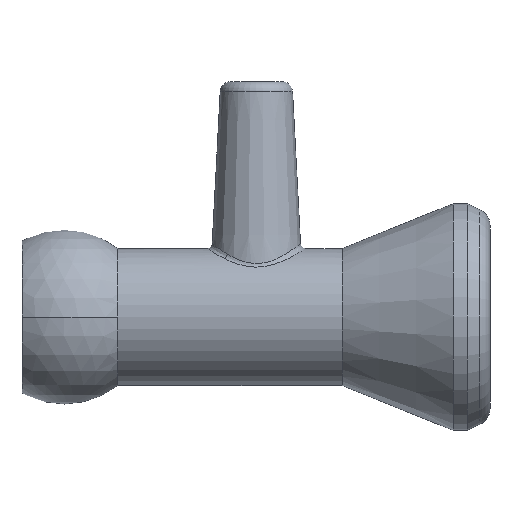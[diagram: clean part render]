
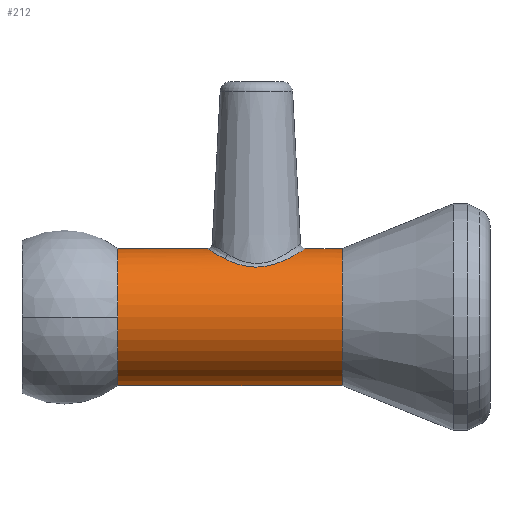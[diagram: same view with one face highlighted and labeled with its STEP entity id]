
A CAD part, front view. The second image highlights one B-rep face of the part: STEP entity #212.
In plain terms, the highlighted cylindrical face has radius 4.953 mm (diameter 9.906 mm), a partial arc.
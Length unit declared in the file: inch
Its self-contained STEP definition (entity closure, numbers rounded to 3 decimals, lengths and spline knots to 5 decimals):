
#26 = VERTEX_POINT ( 'NONE', #363 ) ;
#58 = EDGE_CURVE ( 'NONE', #26, #60, #1891, .T. ) ;
#60 = VERTEX_POINT ( 'NONE', #1890 ) ;
#120 = VERTEX_POINT ( 'NONE', #2016 ) ;
#122 = EDGE_CURVE ( 'NONE', #178, #120, #2015, .T. ) ;
#168 = EDGE_CURVE ( 'NONE', #26, #169, #2094, .T. ) ;
#169 = VERTEX_POINT ( 'NONE', #2131 ) ;
#172 = VERTEX_POINT ( 'NONE', #2125 ) ;
#174 = EDGE_CURVE ( 'NONE', #188, #172, #2166, .T. ) ;
#178 = VERTEX_POINT ( 'NONE', #2156 ) ;
#188 = VERTEX_POINT ( 'NONE', #2197 ) ;
#191 = EDGE_CURVE ( 'NONE', #178, #192, #2196, .T. ) ;
#192 = VERTEX_POINT ( 'NONE', #2192 ) ;
#199 = EDGE_CURVE ( 'NONE', #60, #192, #2180, .T. ) ;
#209 = EDGE_CURVE ( 'NONE', #169, #172, #2220, .T. ) ;
#212 = ADVANCED_FACE ( 'NONE', ( #2215 ), #2214, .T. ) ;
#213 = EDGE_LOOP ( 'NONE', ( #214, #215, #216, #218, #275, #276, #277, #278 ) ) ;
#214 = ORIENTED_EDGE ( 'NONE', *, *, #191, .F. ) ;
#215 = ORIENTED_EDGE ( 'NONE', *, *, #122, .T. ) ;
#216 = ORIENTED_EDGE ( 'NONE', *, *, #217, .T. ) ;
#217 = EDGE_CURVE ( 'NONE', #120, #188, #2208, .T. ) ;
#218 = ORIENTED_EDGE ( 'NONE', *, *, #174, .T. ) ;
#275 = ORIENTED_EDGE ( 'NONE', *, *, #209, .F. ) ;
#276 = ORIENTED_EDGE ( 'NONE', *, *, #168, .F. ) ;
#277 = ORIENTED_EDGE ( 'NONE', *, *, #58, .T. ) ;
#278 = ORIENTED_EDGE ( 'NONE', *, *, #199, .T. ) ;
#363 = CARTESIAN_POINT ( 'NONE',  ( -0.52437, 0., 0.195 ) ) ;
#1862 = CARTESIAN_POINT ( 'NONE',  ( -0.75667, -0.10097, 0.16683 ) ) ;
#1863 = CARTESIAN_POINT ( 'NONE',  ( -0.74681, -0.10902, 0.16195 ) ) ;
#1864 = CARTESIAN_POINT ( 'NONE',  ( -0.73607, -0.11561, 0.15717 ) ) ;
#1865 = CARTESIAN_POINT ( 'NONE',  ( -0.71835, -0.12346, 0.15097 ) ) ;
#1866 = CARTESIAN_POINT ( 'NONE',  ( -0.71213, -0.12573, 0.14907 ) ) ;
#1867 = CARTESIAN_POINT ( 'NONE',  ( -0.69945, -0.12941, 0.14589 ) ) ;
#1868 = CARTESIAN_POINT ( 'NONE',  ( -0.69293, -0.13083, 0.14461 ) ) ;
#1869 = CARTESIAN_POINT ( 'NONE',  ( -0.67281, -0.13376, 0.14191 ) ) ;
#1870 = CARTESIAN_POINT ( 'NONE',  ( -0.65924, -0.13386, 0.14182 ) ) ;
#1871 = CARTESIAN_POINT ( 'NONE',  ( -0.63226, -0.1303, 0.1451 ) ) ;
#1872 = CARTESIAN_POINT ( 'NONE',  ( -0.61952, -0.12674, 0.14834 ) ) ;
#1873 = CARTESIAN_POINT ( 'NONE',  ( -0.59558, -0.11652, 0.15649 ) ) ;
#1874 = CARTESIAN_POINT ( 'NONE',  ( -0.58474, -0.11005, 0.16125 ) ) ;
#1875 = CARTESIAN_POINT ( 'NONE',  ( -0.56985, -0.09822, 0.16852 ) ) ;
#1876 = CARTESIAN_POINT ( 'NONE',  ( -0.56511, -0.0939, 0.17098 ) ) ;
#1877 = CARTESIAN_POINT ( 'NONE',  ( -0.55635, -0.08471, 0.17572 ) ) ;
#1878 = CARTESIAN_POINT ( 'NONE',  ( -0.55228, -0.07981, 0.17801 ) ) ;
#1879 = CARTESIAN_POINT ( 'NONE',  ( -0.54481, -0.06935, 0.18234 ) ) ;
#1880 = CARTESIAN_POINT ( 'NONE',  ( -0.54138, -0.06374, 0.18439 ) ) ;
#1881 = CARTESIAN_POINT ( 'NONE',  ( -0.53543, -0.0521, 0.18801 ) ) ;
#1882 = CARTESIAN_POINT ( 'NONE',  ( -0.53288, -0.04604, 0.1896 ) ) ;
#1883 = CARTESIAN_POINT ( 'NONE',  ( -0.5287, -0.03339, 0.19223 ) ) ;
#1886 = CARTESIAN_POINT ( 'NONE',  ( -0.52707, -0.02677, 0.19327 ) ) ;
#1887 = CARTESIAN_POINT ( 'NONE',  ( -0.52492, -0.0135, 0.19465 ) ) ;
#1888 = CARTESIAN_POINT ( 'NONE',  ( -0.52437, -0.00679, 0.195 ) ) ;
#1889 = CARTESIAN_POINT ( 'NONE',  ( -0.52437, 0., 0.195 ) ) ;
#1890 = CARTESIAN_POINT ( 'NONE',  ( -0.75667, -0.10097, 0.16683 ) ) ;
#1891 = B_SPLINE_CURVE_WITH_KNOTS ( 'NONE', 3,
 ( #1889, #1888, #1887, #1886, #1883, #1882, #1881, #1880, #1879, #1878, #1877, #1876, #1875, #1874, #1873, #1872, #1871, #1870, #1869, #1868, #1867, #1866, #1865, #1864, #1863, #1862 ),
 .UNSPECIFIED., .F., .F.,
 ( 4, 2, 2, 2, 2, 2, 2, 2, 2, 2, 2, 2, 4 ),
 ( 0.01422, 0.01473, 0.01525, 0.01576, 0.01628, 0.01679, 0.01731, 0.01833, 0.01936, 0.02039, 0.02091, 0.02142, 0.02245 ),
 .UNSPECIFIED. ) ;
#2011 = DIRECTION ( 'NONE',  ( 0., 0., -1. ) ) ;
#2012 = DIRECTION ( 'NONE',  ( 1., 0., 0. ) ) ;
#2013 = CARTESIAN_POINT ( 'NONE',  ( -1.05958, 0., 0. ) ) ;
#2014 = AXIS2_PLACEMENT_3D ( 'NONE', #2013, #2012, #2011 ) ;
#2015 = CIRCLE ( 'NONE', #2014, 0.195 ) ;
#2016 = CARTESIAN_POINT ( 'NONE',  ( -1.05958, -0.195, 0. ) ) ;
#2092 = VECTOR ( 'NONE', #2132, 39.37008 ) ;
#2093 = CARTESIAN_POINT ( 'NONE',  ( 0., 0., 0.195 ) ) ;
#2094 = LINE ( 'NONE', #2093, #2092 ) ;
#2125 = CARTESIAN_POINT ( 'NONE',  ( -0.42057, 0., -0.195 ) ) ;
#2131 = CARTESIAN_POINT ( 'NONE',  ( -0.42057, 0., 0.195 ) ) ;
#2132 = DIRECTION ( 'NONE',  ( 1., 0., 0. ) ) ;
#2156 = CARTESIAN_POINT ( 'NONE',  ( -1.05958, 0., 0.195 ) ) ;
#2163 = DIRECTION ( 'NONE',  ( 1., 0., 0. ) ) ;
#2164 = VECTOR ( 'NONE', #2163, 39.37008 ) ;
#2165 = CARTESIAN_POINT ( 'NONE',  ( 0., 0., -0.195 ) ) ;
#2166 = LINE ( 'NONE', #2165, #2164 ) ;
#2167 = CARTESIAN_POINT ( 'NONE',  ( -0.80563, 0., 0.195 ) ) ;
#2168 = CARTESIAN_POINT ( 'NONE',  ( -0.80563, -0.00996, 0.195 ) ) ;
#2169 = CARTESIAN_POINT ( 'NONE',  ( -0.80445, -0.01986, 0.19424 ) ) ;
#2170 = CARTESIAN_POINT ( 'NONE',  ( -0.79976, -0.03929, 0.19125 ) ) ;
#2171 = CARTESIAN_POINT ( 'NONE',  ( -0.79636, -0.04841, 0.18911 ) ) ;
#2172 = CARTESIAN_POINT ( 'NONE',  ( -0.78772, -0.06566, 0.18383 ) ) ;
#2173 = CARTESIAN_POINT ( 'NONE',  ( -0.78243, -0.07377, 0.18069 ) ) ;
#2174 = CARTESIAN_POINT ( 'NONE',  ( -0.77059, -0.08838, 0.17401 ) ) ;
#2175 = CARTESIAN_POINT ( 'NONE',  ( -0.76395, -0.09502, 0.17042 ) ) ;
#2176 = CARTESIAN_POINT ( 'NONE',  ( -0.75667, -0.10097, 0.16683 ) ) ;
#2180 = B_SPLINE_CURVE_WITH_KNOTS ( 'NONE', 3,
 ( #2176, #2175, #2174, #2173, #2172, #2171, #2170, #2169, #2168, #2167 ),
 .UNSPECIFIED., .F., .F.,
 ( 4, 2, 2, 2, 4 ),
 ( 0.02245, 0.02321, 0.02397, 0.02473, 0.02549 ),
 .UNSPECIFIED. ) ;
#2192 = CARTESIAN_POINT ( 'NONE',  ( -0.80563, 0., 0.195 ) ) ;
#2193 = DIRECTION ( 'NONE',  ( 1., 0., 0. ) ) ;
#2194 = VECTOR ( 'NONE', #2193, 39.37008 ) ;
#2195 = CARTESIAN_POINT ( 'NONE',  ( 0., 0., 0.195 ) ) ;
#2196 = LINE ( 'NONE', #2195, #2194 ) ;
#2197 = CARTESIAN_POINT ( 'NONE',  ( -1.05958, 0., -0.195 ) ) ;
#2205 = DIRECTION ( 'NONE',  ( 0., 0., -1. ) ) ;
#2206 = DIRECTION ( 'NONE',  ( 1., 0., 0. ) ) ;
#2207 = AXIS2_PLACEMENT_3D ( 'NONE', #2213, #2206, #2205 ) ;
#2208 = CIRCLE ( 'NONE', #2207, 0.195 ) ;
#2209 = DIRECTION ( 'NONE',  ( 0., 0., -1. ) ) ;
#2210 = DIRECTION ( 'NONE',  ( 1., 0., 0. ) ) ;
#2211 = CARTESIAN_POINT ( 'NONE',  ( 0., 0., 0. ) ) ;
#2212 = AXIS2_PLACEMENT_3D ( 'NONE', #2211, #2210, #2209 ) ;
#2213 = CARTESIAN_POINT ( 'NONE',  ( -1.05958, 0., 0. ) ) ;
#2214 = CYLINDRICAL_SURFACE ( 'NONE', #2212, 0.195 ) ;
#2215 = FACE_OUTER_BOUND ( 'NONE', #213, .T. ) ;
#2216 = DIRECTION ( 'NONE',  ( 0., 0., -1. ) ) ;
#2217 = DIRECTION ( 'NONE',  ( 1., 0., 0. ) ) ;
#2218 = CARTESIAN_POINT ( 'NONE',  ( -0.42057, 0., 0. ) ) ;
#2219 = AXIS2_PLACEMENT_3D ( 'NONE', #2218, #2217, #2216 ) ;
#2220 = CIRCLE ( 'NONE', #2219, 0.195 ) ;
